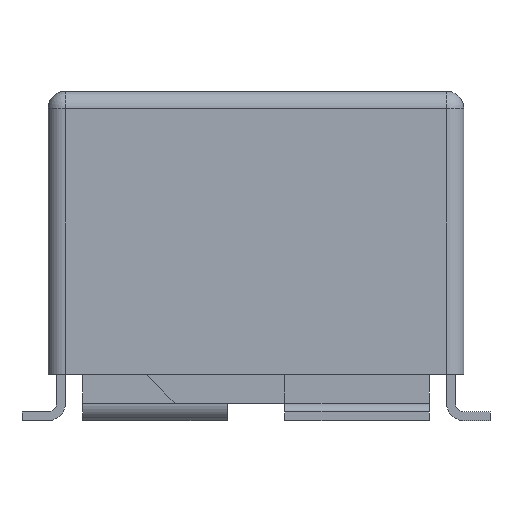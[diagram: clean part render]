
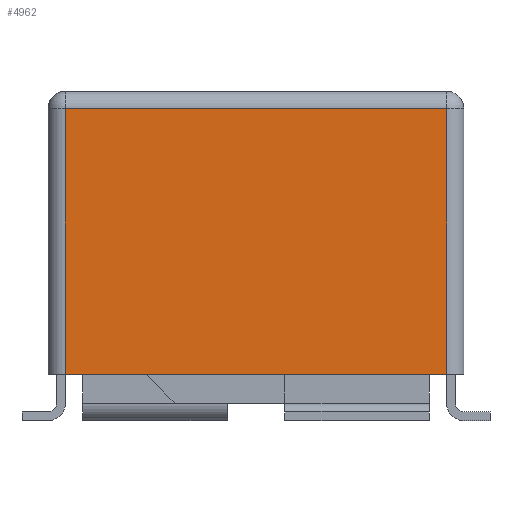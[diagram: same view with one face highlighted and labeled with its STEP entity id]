
A CAD part, left-side view. The second image highlights one B-rep face of the part: STEP entity #4962.
In plain terms, the highlighted planar face has unit normal (-1, 0, 0).
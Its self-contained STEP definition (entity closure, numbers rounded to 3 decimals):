
#2841=CARTESIAN_POINT('',(-5.3,-3.3,5.4));
#2842=VERTEX_POINT('',#2841);
#2876=CARTESIAN_POINT('',(-5.3,3.3,5.4));
#2877=VERTEX_POINT('',#2876);
#2902=CARTESIAN_POINT('',(-5.3,3.3,0.8));
#2903=VERTEX_POINT('',#2902);
#2911=CARTESIAN_POINT('',(-5.3,3.3,0.8));
#2912=DIRECTION('',(0.0,0.0,1.0));
#2913=VECTOR('',#2912,4.6);
#2914=LINE('',#2911,#2913);
#2915=EDGE_CURVE('',#2903,#2877,#2914,.T.);
#2933=CARTESIAN_POINT('',(-5.3,3.3,5.4));
#2934=DIRECTION('',(0.0,-1.0,0.0));
#2935=VECTOR('',#2934,6.6);
#2936=LINE('',#2933,#2935);
#2937=EDGE_CURVE('',#2877,#2842,#2936,.T.);
#2977=CARTESIAN_POINT('',(-5.3,-3.3,0.8));
#2978=VERTEX_POINT('',#2977);
#2995=CARTESIAN_POINT('',(-5.3,-3.3,5.4));
#2996=DIRECTION('',(0.0,0.0,-1.0));
#2997=VECTOR('',#2996,4.6);
#2998=LINE('',#2995,#2997);
#2999=EDGE_CURVE('',#2842,#2978,#2998,.T.);
#4906=CARTESIAN_POINT('',(-5.3,-3.3,0.8));
#4907=DIRECTION('',(0.0,1.0,0.0));
#4908=VECTOR('',#4907,6.6);
#4909=LINE('',#4906,#4908);
#4910=EDGE_CURVE('',#2978,#2903,#4909,.T.);
#4951=CARTESIAN_POINT('',(-5.3,-3.6,0.8));
#4952=DIRECTION('',(-1.0,0.0,0.0));
#4953=DIRECTION('',(0.0,0.0,1.0));
#4954=AXIS2_PLACEMENT_3D('',#4951,#4952,#4953);
#4955=PLANE('',#4954);
#4956=ORIENTED_EDGE('',*,*,#2915,.F.);
#4957=ORIENTED_EDGE('',*,*,#4910,.F.);
#4958=ORIENTED_EDGE('',*,*,#2999,.F.);
#4959=ORIENTED_EDGE('',*,*,#2937,.F.);
#4960=EDGE_LOOP('',(#4956,#4957,#4958,#4959));
#4961=FACE_OUTER_BOUND('',#4960,.T.);
#4962=ADVANCED_FACE('',(#4961),#4955,.T.);
